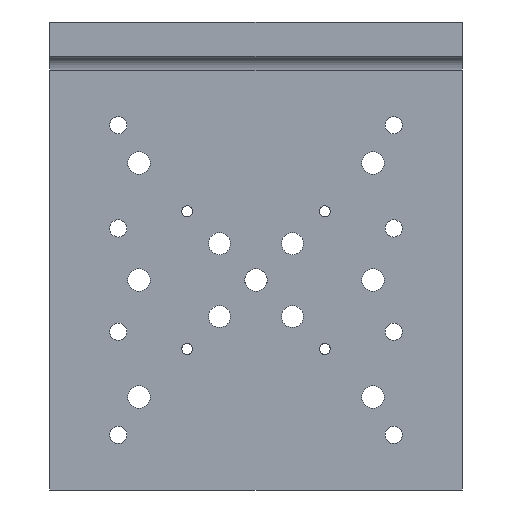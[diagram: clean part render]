
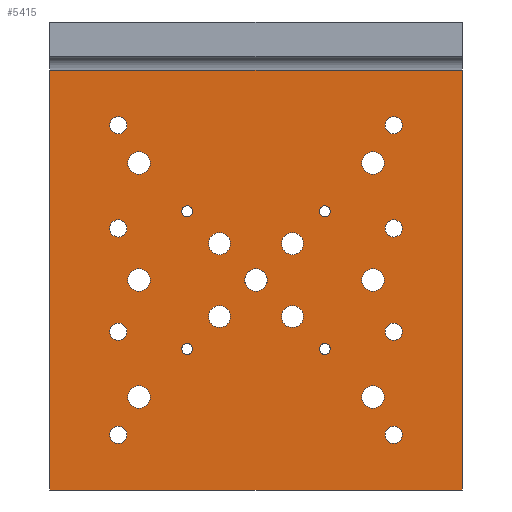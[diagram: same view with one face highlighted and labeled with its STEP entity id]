
A CAD part, front view. The second image highlights one B-rep face of the part: STEP entity #5415.
In plain terms, the highlighted planar face has unit normal (0, -1, 0).
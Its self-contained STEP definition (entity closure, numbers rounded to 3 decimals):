
#106=FACE_BOUND('',#842,.T.);
#107=FACE_BOUND('',#843,.T.);
#108=FACE_BOUND('',#844,.T.);
#109=FACE_BOUND('',#845,.T.);
#110=FACE_BOUND('',#846,.T.);
#111=FACE_BOUND('',#847,.T.);
#112=FACE_BOUND('',#848,.T.);
#113=FACE_BOUND('',#849,.T.);
#114=FACE_BOUND('',#850,.T.);
#115=FACE_BOUND('',#851,.T.);
#116=FACE_BOUND('',#852,.T.);
#117=FACE_BOUND('',#853,.T.);
#118=FACE_BOUND('',#854,.T.);
#119=FACE_BOUND('',#855,.T.);
#120=FACE_BOUND('',#856,.T.);
#121=FACE_BOUND('',#857,.T.);
#122=FACE_BOUND('',#858,.T.);
#123=FACE_BOUND('',#859,.T.);
#124=FACE_BOUND('',#860,.T.);
#125=FACE_BOUND('',#861,.T.);
#126=FACE_BOUND('',#862,.T.);
#127=FACE_BOUND('',#863,.T.);
#128=FACE_BOUND('',#864,.T.);
#155=CIRCLE('',#5467,1.25);
#157=CIRCLE('',#5470,1.25);
#159=CIRCLE('',#5473,1.25);
#161=CIRCLE('',#5476,1.25);
#163=CIRCLE('',#5479,1.65);
#165=CIRCLE('',#5482,1.65);
#167=CIRCLE('',#5485,1.65);
#169=CIRCLE('',#5488,0.8);
#171=CIRCLE('',#5491,0.8);
#173=CIRCLE('',#5494,1.6);
#184=CIRCLE('',#5512,1.6);
#185=CIRCLE('',#5514,1.25);
#187=CIRCLE('',#5517,1.25);
#189=CIRCLE('',#5520,1.25);
#191=CIRCLE('',#5523,1.25);
#193=CIRCLE('',#5526,1.65);
#195=CIRCLE('',#5529,1.65);
#197=CIRCLE('',#5532,1.65);
#199=CIRCLE('',#5535,0.8);
#201=CIRCLE('',#5538,0.8);
#298=CIRCLE('',#5763,1.6);
#311=CIRCLE('',#5789,1.6);
#312=CIRCLE('',#5791,1.65);
#591=FACE_OUTER_BOUND('',#841,.T.);
#841=EDGE_LOOP('',(#4681,#4682,#4683,#4684));
#842=EDGE_LOOP('',(#4685));
#843=EDGE_LOOP('',(#4686));
#844=EDGE_LOOP('',(#4687));
#845=EDGE_LOOP('',(#4688));
#846=EDGE_LOOP('',(#4689));
#847=EDGE_LOOP('',(#4690));
#848=EDGE_LOOP('',(#4691));
#849=EDGE_LOOP('',(#4692));
#850=EDGE_LOOP('',(#4693));
#851=EDGE_LOOP('',(#4694));
#852=EDGE_LOOP('',(#4695));
#853=EDGE_LOOP('',(#4696));
#854=EDGE_LOOP('',(#4697));
#855=EDGE_LOOP('',(#4698));
#856=EDGE_LOOP('',(#4699));
#857=EDGE_LOOP('',(#4700));
#858=EDGE_LOOP('',(#4701));
#859=EDGE_LOOP('',(#4702));
#860=EDGE_LOOP('',(#4703));
#861=EDGE_LOOP('',(#4704));
#862=EDGE_LOOP('',(#4705));
#863=EDGE_LOOP('',(#4706));
#864=EDGE_LOOP('',(#4707));
#1391=LINE('',#9605,#1994);
#1479=LINE('',#10001,#2082);
#1480=LINE('',#10002,#2083);
#1481=LINE('',#10003,#2084);
#1994=VECTOR('',#6906,61.);
#2082=VECTOR('',#7076,61.);
#2083=VECTOR('',#7077,60.);
#2084=VECTOR('',#7078,60.);
#2144=VERTEX_POINT('',#7273);
#2146=VERTEX_POINT('',#7279);
#2148=VERTEX_POINT('',#7285);
#2150=VERTEX_POINT('',#7291);
#2152=VERTEX_POINT('',#7297);
#2154=VERTEX_POINT('',#7303);
#2156=VERTEX_POINT('',#7309);
#2158=VERTEX_POINT('',#7315);
#2160=VERTEX_POINT('',#7321);
#2162=VERTEX_POINT('',#7327);
#2179=VERTEX_POINT('',#7374);
#2180=VERTEX_POINT('',#7378);
#2182=VERTEX_POINT('',#7384);
#2184=VERTEX_POINT('',#7390);
#2186=VERTEX_POINT('',#7396);
#2188=VERTEX_POINT('',#7402);
#2190=VERTEX_POINT('',#7408);
#2192=VERTEX_POINT('',#7414);
#2194=VERTEX_POINT('',#7420);
#2196=VERTEX_POINT('',#7426);
#2597=VERTEX_POINT('',#9602);
#2598=VERTEX_POINT('',#9604);
#2638=VERTEX_POINT('',#9914);
#2665=VERTEX_POINT('',#9995);
#2666=VERTEX_POINT('',#9999);
#2667=VERTEX_POINT('',#10000);
#2668=VERTEX_POINT('',#10004);
#2736=EDGE_CURVE('',#2144,#2144,#155,.T.);
#2739=EDGE_CURVE('',#2146,#2146,#157,.T.);
#2742=EDGE_CURVE('',#2148,#2148,#159,.T.);
#2745=EDGE_CURVE('',#2150,#2150,#161,.T.);
#2748=EDGE_CURVE('',#2152,#2152,#163,.T.);
#2751=EDGE_CURVE('',#2154,#2154,#165,.T.);
#2754=EDGE_CURVE('',#2156,#2156,#167,.T.);
#2757=EDGE_CURVE('',#2158,#2158,#169,.T.);
#2760=EDGE_CURVE('',#2160,#2160,#171,.T.);
#2763=EDGE_CURVE('',#2162,#2162,#173,.T.);
#2786=EDGE_CURVE('',#2179,#2179,#184,.T.);
#2788=EDGE_CURVE('',#2180,#2180,#185,.T.);
#2791=EDGE_CURVE('',#2182,#2182,#187,.T.);
#2794=EDGE_CURVE('',#2184,#2184,#189,.T.);
#2797=EDGE_CURVE('',#2186,#2186,#191,.T.);
#2800=EDGE_CURVE('',#2188,#2188,#193,.T.);
#2803=EDGE_CURVE('',#2190,#2190,#195,.T.);
#2806=EDGE_CURVE('',#2192,#2192,#197,.T.);
#2809=EDGE_CURVE('',#2194,#2194,#199,.T.);
#2812=EDGE_CURVE('',#2196,#2196,#201,.T.);
#3351=EDGE_CURVE('',#2598,#2597,#1391,.T.);
#3426=EDGE_CURVE('',#2638,#2638,#298,.T.);
#3467=EDGE_CURVE('',#2665,#2665,#311,.T.);
#3469=EDGE_CURVE('',#2666,#2667,#1479,.T.);
#3470=EDGE_CURVE('',#2667,#2598,#1480,.T.);
#3471=EDGE_CURVE('',#2666,#2597,#1481,.T.);
#3472=EDGE_CURVE('',#2668,#2668,#312,.T.);
#4681=ORIENTED_EDGE('',*,*,#3469,.T.);
#4682=ORIENTED_EDGE('',*,*,#3470,.T.);
#4683=ORIENTED_EDGE('',*,*,#3351,.T.);
#4684=ORIENTED_EDGE('',*,*,#3471,.F.);
#4685=ORIENTED_EDGE('',*,*,#3467,.T.);
#4686=ORIENTED_EDGE('',*,*,#2786,.T.);
#4687=ORIENTED_EDGE('',*,*,#2763,.T.);
#4688=ORIENTED_EDGE('',*,*,#3426,.T.);
#4689=ORIENTED_EDGE('',*,*,#2812,.T.);
#4690=ORIENTED_EDGE('',*,*,#2809,.T.);
#4691=ORIENTED_EDGE('',*,*,#2760,.T.);
#4692=ORIENTED_EDGE('',*,*,#2757,.T.);
#4693=ORIENTED_EDGE('',*,*,#2806,.T.);
#4694=ORIENTED_EDGE('',*,*,#2803,.T.);
#4695=ORIENTED_EDGE('',*,*,#2800,.T.);
#4696=ORIENTED_EDGE('',*,*,#2754,.T.);
#4697=ORIENTED_EDGE('',*,*,#2751,.T.);
#4698=ORIENTED_EDGE('',*,*,#2748,.T.);
#4699=ORIENTED_EDGE('',*,*,#3472,.T.);
#4700=ORIENTED_EDGE('',*,*,#2788,.T.);
#4701=ORIENTED_EDGE('',*,*,#2797,.T.);
#4702=ORIENTED_EDGE('',*,*,#2791,.T.);
#4703=ORIENTED_EDGE('',*,*,#2794,.T.);
#4704=ORIENTED_EDGE('',*,*,#2745,.T.);
#4705=ORIENTED_EDGE('',*,*,#2742,.T.);
#4706=ORIENTED_EDGE('',*,*,#2739,.T.);
#4707=ORIENTED_EDGE('',*,*,#2736,.T.);
#4994=PLANE('',#5790);
#5415=ADVANCED_FACE('',(#591,#106,#107,#108,#109,#110,#111,#112,#113,#114,
#115,#116,#117,#118,#119,#120,#121,#122,#123,#124,#125,#126,#127,#128),
#4994,.F.);
#5467=AXIS2_PLACEMENT_3D('',#7274,#5898,#5899);
#5470=AXIS2_PLACEMENT_3D('',#7280,#5905,#5906);
#5473=AXIS2_PLACEMENT_3D('',#7286,#5912,#5913);
#5476=AXIS2_PLACEMENT_3D('',#7292,#5919,#5920);
#5479=AXIS2_PLACEMENT_3D('',#7298,#5926,#5927);
#5482=AXIS2_PLACEMENT_3D('',#7304,#5933,#5934);
#5485=AXIS2_PLACEMENT_3D('',#7310,#5940,#5941);
#5488=AXIS2_PLACEMENT_3D('',#7316,#5947,#5948);
#5491=AXIS2_PLACEMENT_3D('',#7322,#5954,#5955);
#5494=AXIS2_PLACEMENT_3D('',#7328,#5961,#5962);
#5512=AXIS2_PLACEMENT_3D('',#7375,#6009,#6010);
#5514=AXIS2_PLACEMENT_3D('',#7379,#6014,#6015);
#5517=AXIS2_PLACEMENT_3D('',#7385,#6021,#6022);
#5520=AXIS2_PLACEMENT_3D('',#7391,#6028,#6029);
#5523=AXIS2_PLACEMENT_3D('',#7397,#6035,#6036);
#5526=AXIS2_PLACEMENT_3D('',#7403,#6042,#6043);
#5529=AXIS2_PLACEMENT_3D('',#7409,#6049,#6050);
#5532=AXIS2_PLACEMENT_3D('',#7415,#6056,#6057);
#5535=AXIS2_PLACEMENT_3D('',#7421,#6063,#6064);
#5538=AXIS2_PLACEMENT_3D('',#7427,#6070,#6071);
#5763=AXIS2_PLACEMENT_3D('',#9915,#6991,#6992);
#5789=AXIS2_PLACEMENT_3D('',#9996,#7071,#7072);
#5790=AXIS2_PLACEMENT_3D('',#9998,#7074,#7075);
#5791=AXIS2_PLACEMENT_3D('',#10005,#7079,#7080);
#5898=DIRECTION('center_axis',(0.,1.,0.));
#5899=DIRECTION('ref_axis',(0.,0.,1.));
#5905=DIRECTION('center_axis',(0.,1.,0.));
#5906=DIRECTION('ref_axis',(0.,0.,1.));
#5912=DIRECTION('center_axis',(0.,1.,0.));
#5913=DIRECTION('ref_axis',(0.,0.,1.));
#5919=DIRECTION('center_axis',(0.,1.,0.));
#5920=DIRECTION('ref_axis',(0.,0.,1.));
#5926=DIRECTION('center_axis',(0.,1.,0.));
#5927=DIRECTION('ref_axis',(0.,0.,1.));
#5933=DIRECTION('center_axis',(0.,1.,0.));
#5934=DIRECTION('ref_axis',(0.,0.,1.));
#5940=DIRECTION('center_axis',(0.,1.,0.));
#5941=DIRECTION('ref_axis',(0.,0.,1.));
#5947=DIRECTION('center_axis',(0.,1.,0.));
#5948=DIRECTION('ref_axis',(0.,0.,1.));
#5954=DIRECTION('center_axis',(0.,1.,0.));
#5955=DIRECTION('ref_axis',(0.,0.,1.));
#5961=DIRECTION('center_axis',(0.,1.,0.));
#5962=DIRECTION('ref_axis',(0.,0.,1.));
#6009=DIRECTION('center_axis',(0.,1.,0.));
#6010=DIRECTION('ref_axis',(0.,0.,1.));
#6014=DIRECTION('center_axis',(0.,1.,0.));
#6015=DIRECTION('ref_axis',(0.,0.,1.));
#6021=DIRECTION('center_axis',(0.,1.,0.));
#6022=DIRECTION('ref_axis',(0.,0.,1.));
#6028=DIRECTION('center_axis',(0.,1.,0.));
#6029=DIRECTION('ref_axis',(0.,0.,1.));
#6035=DIRECTION('center_axis',(0.,1.,0.));
#6036=DIRECTION('ref_axis',(0.,0.,1.));
#6042=DIRECTION('center_axis',(0.,1.,0.));
#6043=DIRECTION('ref_axis',(0.,0.,1.));
#6049=DIRECTION('center_axis',(0.,1.,0.));
#6050=DIRECTION('ref_axis',(0.,0.,1.));
#6056=DIRECTION('center_axis',(0.,1.,0.));
#6057=DIRECTION('ref_axis',(0.,0.,1.));
#6063=DIRECTION('center_axis',(0.,1.,0.));
#6064=DIRECTION('ref_axis',(0.,0.,1.));
#6070=DIRECTION('center_axis',(0.,1.,0.));
#6071=DIRECTION('ref_axis',(0.,0.,1.));
#6906=DIRECTION('',(0.,0.,1.));
#6991=DIRECTION('center_axis',(0.,1.,0.));
#6992=DIRECTION('ref_axis',(0.,0.,1.));
#7071=DIRECTION('center_axis',(0.,1.,0.));
#7072=DIRECTION('ref_axis',(0.,0.,1.));
#7074=DIRECTION('center_axis',(0.,1.,0.));
#7075=DIRECTION('ref_axis',(0.,0.,1.));
#7076=DIRECTION('',(0.,0.,-1.));
#7077=DIRECTION('',(1.,0.,0.));
#7078=DIRECTION('',(1.,0.,0.));
#7079=DIRECTION('center_axis',(0.,1.,0.));
#7080=DIRECTION('ref_axis',(0.,0.,1.));
#7273=CARTESIAN_POINT('',(10.,53.5,-61.25));
#7274=CARTESIAN_POINT('Origin',(10.,53.5,-60.));
#7279=CARTESIAN_POINT('',(10.,53.5,-46.25));
#7280=CARTESIAN_POINT('Origin',(10.,53.5,-45.));
#7285=CARTESIAN_POINT('',(10.,53.5,-31.25));
#7286=CARTESIAN_POINT('Origin',(10.,53.5,-30.));
#7291=CARTESIAN_POINT('',(10.,53.5,-16.25));
#7292=CARTESIAN_POINT('Origin',(10.,53.5,-15.));
#7297=CARTESIAN_POINT('',(13.,53.5,-22.15));
#7298=CARTESIAN_POINT('Origin',(13.,53.5,-20.5));
#7303=CARTESIAN_POINT('',(13.,53.5,-39.15));
#7304=CARTESIAN_POINT('Origin',(13.,53.5,-37.5));
#7309=CARTESIAN_POINT('',(13.,53.5,-56.15));
#7310=CARTESIAN_POINT('Origin',(13.,53.5,-54.5));
#7315=CARTESIAN_POINT('',(20.,53.5,-28.3));
#7316=CARTESIAN_POINT('Origin',(20.,53.5,-27.5));
#7321=CARTESIAN_POINT('',(20.,53.5,-48.3));
#7322=CARTESIAN_POINT('Origin',(20.,53.5,-47.5));
#7327=CARTESIAN_POINT('',(24.7,53.5,-33.8));
#7328=CARTESIAN_POINT('Origin',(24.7,53.5,-32.2));
#7374=CARTESIAN_POINT('',(24.7,53.5,-44.4));
#7375=CARTESIAN_POINT('Origin',(24.7,53.5,-42.8));
#7378=CARTESIAN_POINT('',(50.,53.5,-16.25));
#7379=CARTESIAN_POINT('Origin',(50.,53.5,-15.));
#7384=CARTESIAN_POINT('',(50.,53.5,-46.25));
#7385=CARTESIAN_POINT('Origin',(50.,53.5,-45.));
#7390=CARTESIAN_POINT('',(50.,53.5,-61.25));
#7391=CARTESIAN_POINT('Origin',(50.,53.5,-60.));
#7396=CARTESIAN_POINT('',(50.,53.5,-31.25));
#7397=CARTESIAN_POINT('Origin',(50.,53.5,-30.));
#7402=CARTESIAN_POINT('',(47.,53.5,-56.15));
#7403=CARTESIAN_POINT('Origin',(47.,53.5,-54.5));
#7408=CARTESIAN_POINT('',(47.,53.5,-39.15));
#7409=CARTESIAN_POINT('Origin',(47.,53.5,-37.5));
#7414=CARTESIAN_POINT('',(47.,53.5,-22.15));
#7415=CARTESIAN_POINT('Origin',(47.,53.5,-20.5));
#7420=CARTESIAN_POINT('',(40.,53.5,-48.3));
#7421=CARTESIAN_POINT('Origin',(40.,53.5,-47.5));
#7426=CARTESIAN_POINT('',(40.,53.5,-28.3));
#7427=CARTESIAN_POINT('Origin',(40.,53.5,-27.5));
#9602=CARTESIAN_POINT('',(60.,53.5,-7.));
#9604=CARTESIAN_POINT('',(60.,53.5,-68.));
#9605=CARTESIAN_POINT('',(60.,53.5,-68.));
#9914=CARTESIAN_POINT('',(35.3,53.5,-33.8));
#9915=CARTESIAN_POINT('Origin',(35.3,53.5,-32.2));
#9995=CARTESIAN_POINT('',(35.3,53.5,-44.4));
#9996=CARTESIAN_POINT('Origin',(35.3,53.5,-42.8));
#9998=CARTESIAN_POINT('Origin',(-0.001,53.5,-68.));
#9999=CARTESIAN_POINT('',(0.,53.5,-7.));
#10000=CARTESIAN_POINT('',(0.,53.5,-68.));
#10001=CARTESIAN_POINT('',(0.,53.5,-7.));
#10002=CARTESIAN_POINT('',(0.,53.5,-68.));
#10003=CARTESIAN_POINT('',(0.,53.5,-7.));
#10004=CARTESIAN_POINT('',(30.,53.5,-39.15));
#10005=CARTESIAN_POINT('Origin',(30.,53.5,-37.5));
